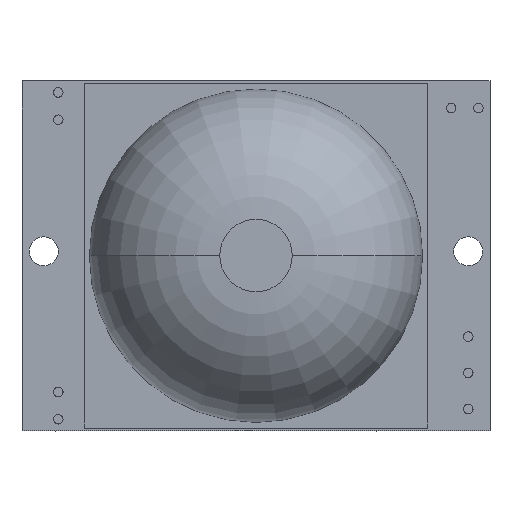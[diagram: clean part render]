
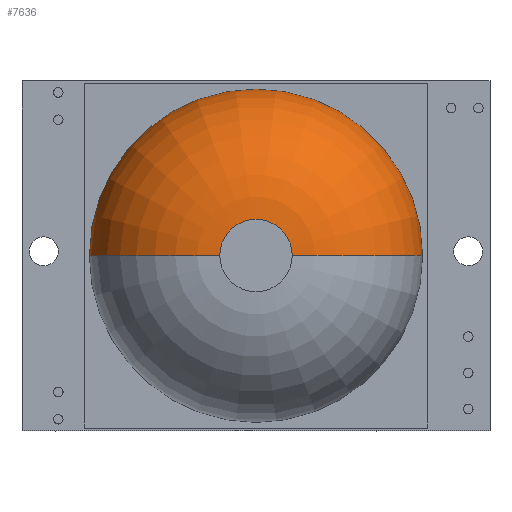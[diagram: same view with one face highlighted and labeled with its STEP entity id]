
A CAD part, top view. The second image highlights one B-rep face of the part: STEP entity #7636.
In plain terms, the highlighted toroidal (fillet/blend) face has major radius 2.5 mm and minor radius 9 mm.
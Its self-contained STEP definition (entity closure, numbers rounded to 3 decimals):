
#216 = DIRECTION ( 'NONE',  ( -1., 0., 0. ) ) ;
#430 = DIRECTION ( 'NONE',  ( 1., 0., 0. ) ) ;
#512 = CARTESIAN_POINT ( 'NONE',  ( 16.15, 12.075, 16.3 ) ) ;
#527 = EDGE_CURVE ( 'NONE', #3965, #1561, #5978, .T. ) ;
#671 = EDGE_CURVE ( 'NONE', #1561, #4817, #2464, .T. ) ;
#720 = DIRECTION ( 'NONE',  ( 0., 0., 1. ) ) ;
#768 = ORIENTED_EDGE ( 'NONE', *, *, #671, .F. ) ;
#843 = EDGE_CURVE ( 'NONE', #3965, #3581, #2343, .T. ) ;
#1010 = CIRCLE ( 'NONE', #3562, 2.5 ) ;
#1363 = CARTESIAN_POINT ( 'NONE',  ( 16.15, 12.075, 7.3 ) ) ;
#1561 = VERTEX_POINT ( 'NONE', #7699 ) ;
#1712 = EDGE_CURVE ( 'NONE', #4817, #3581, #1010, .T. ) ;
#1722 = AXIS2_PLACEMENT_3D ( 'NONE', #1363, #720, #4396 ) ;
#2325 = CARTESIAN_POINT ( 'NONE',  ( 13.65, 12.075, 16.3 ) ) ;
#2333 = AXIS2_PLACEMENT_3D ( 'NONE', #4899, #4484, #6384 ) ;
#2343 = CIRCLE ( 'NONE', #7573, 9. ) ;
#2363 = DIRECTION ( 'NONE',  ( 0., 0., -1. ) ) ;
#2464 = CIRCLE ( 'NONE', #3558, 9. ) ;
#3201 = CARTESIAN_POINT ( 'NONE',  ( 18.65, 12.075, 16.3 ) ) ;
#3453 = TOROIDAL_SURFACE ( 'NONE', #1722, 2.5, 9. ) ;
#3558 = AXIS2_PLACEMENT_3D ( 'NONE', #5548, #6708, #2363 ) ;
#3562 = AXIS2_PLACEMENT_3D ( 'NONE', #512, #3704, #430 ) ;
#3581 = VERTEX_POINT ( 'NONE', #2325 ) ;
#3704 = DIRECTION ( 'NONE',  ( 0., 0., 1. ) ) ;
#3742 = CARTESIAN_POINT ( 'NONE',  ( 4.65, 12.075, 7.3 ) ) ;
#3760 = ORIENTED_EDGE ( 'NONE', *, *, #843, .T. ) ;
#3938 = ORIENTED_EDGE ( 'NONE', *, *, #1712, .F. ) ;
#3965 = VERTEX_POINT ( 'NONE', #3742 ) ;
#4396 = DIRECTION ( 'NONE',  ( 1., 0., 0. ) ) ;
#4484 = DIRECTION ( 'NONE',  ( 0., 0., -1. ) ) ;
#4817 = VERTEX_POINT ( 'NONE', #3201 ) ;
#4899 = CARTESIAN_POINT ( 'NONE',  ( 16.15, 12.075, 7.3 ) ) ;
#5548 = CARTESIAN_POINT ( 'NONE',  ( 18.65, 12.075, 7.3 ) ) ;
#5838 = CARTESIAN_POINT ( 'NONE',  ( 13.65, 12.075, 7.3 ) ) ;
#5901 = ORIENTED_EDGE ( 'NONE', *, *, #527, .F. ) ;
#5978 = CIRCLE ( 'NONE', #2333, 11.5 ) ;
#6384 = DIRECTION ( 'NONE',  ( 1., 0., 0. ) ) ;
#6708 = DIRECTION ( 'NONE',  ( 0., -1., 0. ) ) ;
#7573 = AXIS2_PLACEMENT_3D ( 'NONE', #5838, #7900, #216 ) ;
#7636 = ADVANCED_FACE ( 'NONE', ( #8173 ), #3453, .T. ) ;
#7699 = CARTESIAN_POINT ( 'NONE',  ( 27.65, 12.075, 7.3 ) ) ;
#7900 = DIRECTION ( 'NONE',  ( 0., 1., 0. ) ) ;
#8041 = EDGE_LOOP ( 'NONE', ( #5901, #3760, #3938, #768 ) ) ;
#8173 = FACE_OUTER_BOUND ( 'NONE', #8041, .T. ) ;
